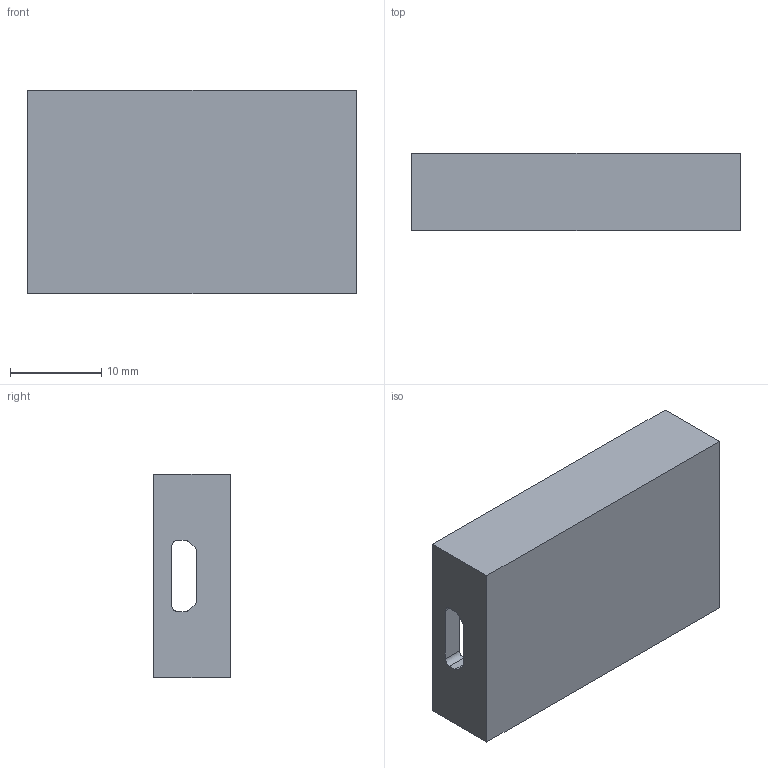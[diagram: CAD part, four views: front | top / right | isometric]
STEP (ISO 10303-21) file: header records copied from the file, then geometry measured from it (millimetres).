
FILE_DESCRIPTION((''),'2;1');
FILE_NAME('ARDUINOLOWERHOUSING','2020-09-04T10:34:50',('Matt Visnovsky'),(''),'CREO PARAMETRIC BY PTC INC, 2018100','CREO PARAMETRIC BY PTC INC, 2018100','');
FILE_SCHEMA(('CONFIG_CONTROL_DESIGN'));
Length unit declared in the file: inch
Products named in the file (1): ARDUINOLOWERHOUSING
Bounding box: 36.07 x 8.44 x 22.35 mm (x, y, z)
Volume: 2773.2 mm3; surface area: 3175.3 mm2
Topology: 1 solids, 1 shells, 139 faces, 360 edges, 222 vertices
Faces by surface type: cylinder 64, plane 35, torus 26, bspline 14
Entity records: 5497 total; most frequent: CARTESIAN_POINT 2100, ORIENTED_EDGE 720, DIRECTION 710, EDGE_CURVE 360, AXIS2_PLACEMENT_3D 277, VERTEX_POINT 222, VECTOR 156, LINE 156
